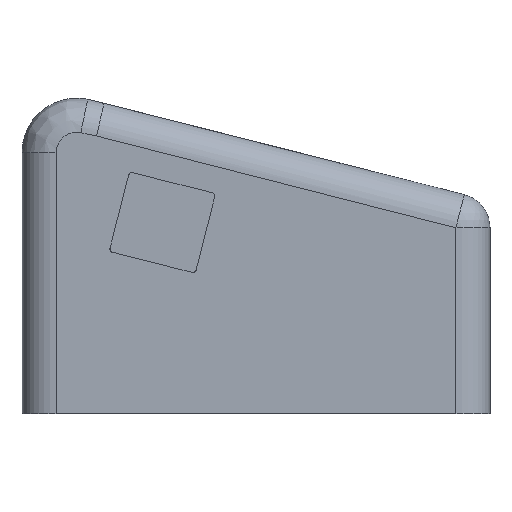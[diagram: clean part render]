
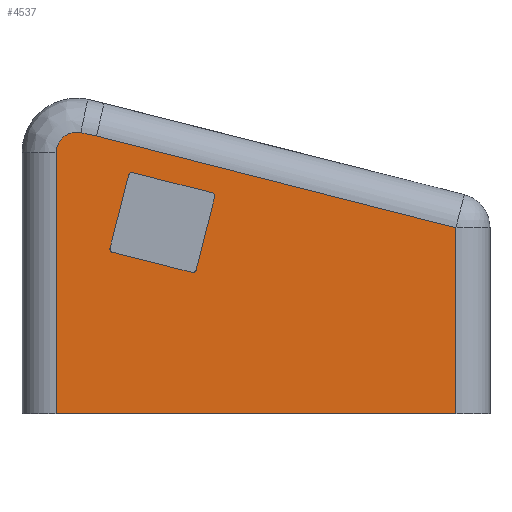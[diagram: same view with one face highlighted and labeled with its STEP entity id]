
A CAD part, left-side view. The second image highlights one B-rep face of the part: STEP entity #4537.
In plain terms, the highlighted planar face has unit normal (-1, 0, 0).
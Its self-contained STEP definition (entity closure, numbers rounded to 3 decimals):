
#51=FACE_BOUND('',#695,.T.);
#106=CIRCLE('',#4697,0.5);
#108=CIRCLE('',#4701,0.5);
#110=CIRCLE('',#4705,0.5);
#112=CIRCLE('',#4709,0.5);
#172=CIRCLE('',#4927,3.);
#440=FACE_OUTER_BOUND('',#694,.T.);
#694=EDGE_LOOP('',(#3766,#3767,#3768,#3769,#3770,#3771));
#695=EDGE_LOOP('',(#3772,#3773,#3774,#3775,#3776,#3777,#3778,#3779));
#833=LINE('',#6462,#1338);
#839=LINE('',#6477,#1344);
#843=LINE('',#6489,#1348);
#847=LINE('',#6501,#1352);
#852=LINE('',#6514,#1357);
#1151=LINE('',#7469,#1656);
#1152=LINE('',#7477,#1657);
#1154=LINE('',#7481,#1659);
#1155=LINE('',#7484,#1660);
#1338=VECTOR('',#5146,10.);
#1344=VECTOR('',#5158,10.);
#1348=VECTOR('',#5170,10.);
#1352=VECTOR('',#5182,10.);
#1357=VECTOR('',#5195,10.);
#1656=VECTOR('',#5922,10.);
#1657=VECTOR('',#5933,5.);
#1659=VECTOR('',#5937,10.);
#1660=VECTOR('',#5940,10.);
#1843=VERTEX_POINT('',#6459);
#1844=VERTEX_POINT('',#6461);
#1849=VERTEX_POINT('',#6474);
#1850=VERTEX_POINT('',#6476);
#1852=VERTEX_POINT('',#6482);
#1854=VERTEX_POINT('',#6488);
#1856=VERTEX_POINT('',#6494);
#1858=VERTEX_POINT('',#6500);
#1860=VERTEX_POINT('',#6506);
#1862=VERTEX_POINT('',#6512);
#2111=VERTEX_POINT('',#7467);
#2113=VERTEX_POINT('',#7475);
#2114=VERTEX_POINT('',#7480);
#2115=VERTEX_POINT('',#7482);
#2279=EDGE_CURVE('',#1844,#1843,#833,.T.);
#2286=EDGE_CURVE('',#1850,#1849,#839,.T.);
#2289=EDGE_CURVE('',#1852,#1850,#106,.T.);
#2292=EDGE_CURVE('',#1854,#1852,#843,.T.);
#2295=EDGE_CURVE('',#1856,#1854,#108,.T.);
#2298=EDGE_CURVE('',#1858,#1856,#847,.T.);
#2302=EDGE_CURVE('',#1849,#1860,#110,.T.);
#2305=EDGE_CURVE('',#1860,#1862,#852,.T.);
#2307=EDGE_CURVE('',#1862,#1858,#112,.T.);
#2695=EDGE_CURVE('',#2111,#1843,#1151,.T.);
#2699=EDGE_CURVE('',#2113,#2111,#1152,.T.);
#2701=EDGE_CURVE('',#2114,#2113,#1154,.T.);
#2702=EDGE_CURVE('',#2115,#2114,#172,.T.);
#2703=EDGE_CURVE('',#1844,#2115,#1155,.T.);
#3766=ORIENTED_EDGE('',*,*,#2695,.F.);
#3767=ORIENTED_EDGE('',*,*,#2699,.F.);
#3768=ORIENTED_EDGE('',*,*,#2701,.F.);
#3769=ORIENTED_EDGE('',*,*,#2702,.F.);
#3770=ORIENTED_EDGE('',*,*,#2703,.F.);
#3771=ORIENTED_EDGE('',*,*,#2279,.T.);
#3772=ORIENTED_EDGE('',*,*,#2298,.T.);
#3773=ORIENTED_EDGE('',*,*,#2295,.T.);
#3774=ORIENTED_EDGE('',*,*,#2292,.T.);
#3775=ORIENTED_EDGE('',*,*,#2289,.T.);
#3776=ORIENTED_EDGE('',*,*,#2286,.T.);
#3777=ORIENTED_EDGE('',*,*,#2302,.T.);
#3778=ORIENTED_EDGE('',*,*,#2305,.T.);
#3779=ORIENTED_EDGE('',*,*,#2307,.T.);
#4315=PLANE('',#4926);
#4537=ADVANCED_FACE('',(#440,#51),#4315,.F.);
#4697=AXIS2_PLACEMENT_3D('',#6483,#5164,#5165);
#4701=AXIS2_PLACEMENT_3D('',#6495,#5176,#5177);
#4705=AXIS2_PLACEMENT_3D('',#6508,#5189,#5190);
#4709=AXIS2_PLACEMENT_3D('',#6517,#5200,#5201);
#4926=AXIS2_PLACEMENT_3D('',#7479,#5935,#5936);
#4927=AXIS2_PLACEMENT_3D('',#7483,#5938,#5939);
#5146=DIRECTION('',(0.,-1.,0.));
#5158=DIRECTION('',(0.,0.969,0.245));
#5164=DIRECTION('center_axis',(1.,0.,0.));
#5165=DIRECTION('ref_axis',(0.,-0.969,-0.245));
#5170=DIRECTION('',(0.,0.245,-0.969));
#5176=DIRECTION('center_axis',(1.,0.,0.));
#5177=DIRECTION('ref_axis',(0.,-0.245,0.969));
#5182=DIRECTION('',(0.,-0.969,-0.245));
#5189=DIRECTION('center_axis',(1.,0.,0.));
#5190=DIRECTION('ref_axis',(0.,0.245,-0.969));
#5195=DIRECTION('',(0.,-0.245,0.969));
#5200=DIRECTION('center_axis',(1.,0.,0.));
#5201=DIRECTION('ref_axis',(0.,0.969,0.245));
#5922=DIRECTION('',(0.,0.,-1.));
#5933=DIRECTION('',(0.,-0.969,-0.248));
#5935=DIRECTION('center_axis',(1.,0.,0.));
#5936=DIRECTION('ref_axis',(0.,1.,0.));
#5937=DIRECTION('',(0.,-0.979,-0.202));
#5938=DIRECTION('center_axis',(1.,0.,0.));
#5939=DIRECTION('ref_axis',(0.,0.632,0.775));
#5940=DIRECTION('',(0.,0.,1.));
#6459=CARTESIAN_POINT('',(-42.5,-33.483,10.));
#6461=CARTESIAN_POINT('',(-42.5,25.005,10.));
#6462=CARTESIAN_POINT('',(-42.5,-38.483,10.));
#6474=CARTESIAN_POINT('',(-42.5,16.756,33.649));
#6476=CARTESIAN_POINT('',(-42.5,5.119,30.702));
#6477=CARTESIAN_POINT('',(-42.5,6.826,31.134));
#6482=CARTESIAN_POINT('',(-42.5,4.511,31.064));
#6483=CARTESIAN_POINT('Origin',(-42.5,4.996,31.187));
#6488=CARTESIAN_POINT('',(-42.5,1.807,41.742));
#6489=CARTESIAN_POINT('',(-42.5,4.005,33.062));
#6494=CARTESIAN_POINT('',(-42.5,2.169,42.349));
#6495=CARTESIAN_POINT('Origin',(-42.5,2.292,41.864));
#6500=CARTESIAN_POINT('',(-42.5,13.807,45.296));
#6501=CARTESIAN_POINT('',(-42.5,-1.942,41.308));
#6506=CARTESIAN_POINT('',(-42.5,17.118,34.257));
#6508=CARTESIAN_POINT('Origin',(-42.5,16.634,34.134));
#6512=CARTESIAN_POINT('',(-42.5,14.414,44.934));
#6514=CARTESIAN_POINT('',(-42.5,15.26,41.593));
#6517=CARTESIAN_POINT('Origin',(-42.5,13.93,44.812));
#7467=CARTESIAN_POINT('',(-42.5,-33.483,37.233));
#7469=CARTESIAN_POINT('',(-42.5,-33.483,35.166));
#7475=CARTESIAN_POINT('',(-42.5,19.094,50.663));
#7477=CARTESIAN_POINT('',(-42.5,-29.783,38.178));
#7479=CARTESIAN_POINT('Origin',(-42.5,-4.239,33.1));
#7480=CARTESIAN_POINT('',(-42.5,21.399,51.138));
#7481=CARTESIAN_POINT('',(-42.5,7.32,48.238));
#7482=CARTESIAN_POINT('',(-42.5,25.005,48.2));
#7483=CARTESIAN_POINT('Origin',(-42.5,22.005,48.2));
#7484=CARTESIAN_POINT('',(-42.5,25.005,21.55));
